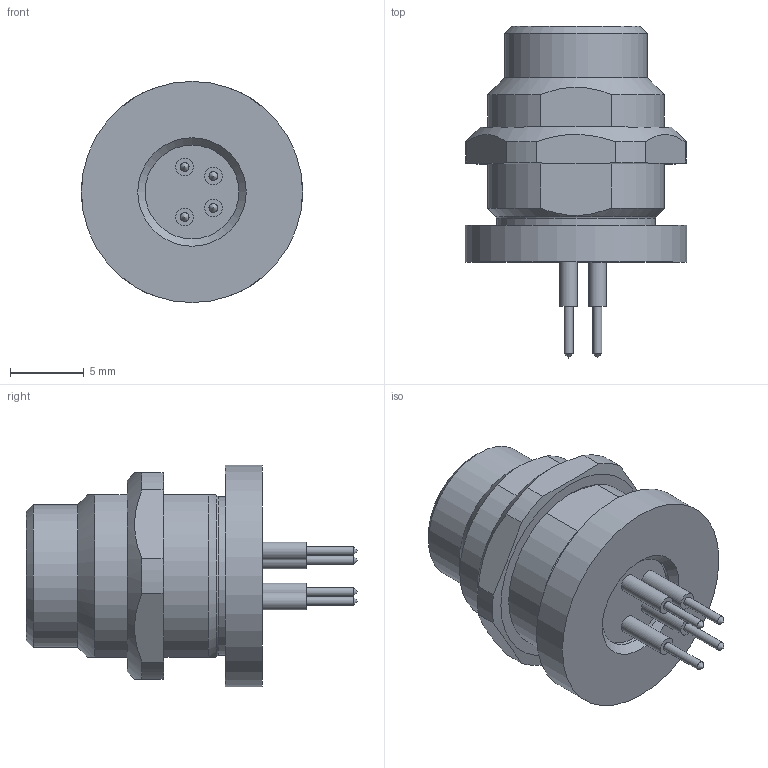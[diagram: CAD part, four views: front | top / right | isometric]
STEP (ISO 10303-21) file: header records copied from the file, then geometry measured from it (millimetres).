
FILE_DESCRIPTION(/* description */ (''),/* implementation_level */ '2;1');
FILE_NAME(/* name */ '42-01144_42K1A526.stp',/* time_stamp */ '2015-09-18T13:36:52+02:00',/* author */ ('paulwiller'),/* organization */ (''),/* preprocessor_version */ 'ST-DEVELOPER v15.6',/* originating_system */ 'Autodesk Inventor 2015',/* authorisation */ '');
FILE_SCHEMA (('AUTOMOTIVE_DESIGN { 1 0 10303 214 3 1 1 }'));
Length unit declared in the file: millimetre
Products named in the file (1): Bauteil3
Bounding box: 15 x 22.5 x 15 mm (x, y, z)
Volume: 1717.7 mm3; surface area: 1520.2 mm2
Topology: 1 solids, 4 shells, 192 faces, 482 edges, 319 vertices
Faces by surface type: plane 84, cylinder 58, bspline 25, cone 17, torus 8
Full cylindrical faces by diameter (mm): 0.6 x4, 1.1 x4, 1.2 x4, 5.6 x1, 6.35 x1, 7.1 x2, 9.7 x1, 10.77 x1, 14.17 x1, 15 x1
Entity records: 5923 total; most frequent: CARTESIAN_POINT 1522, ORIENTED_EDGE 838, DIRECTION 809, EDGE_CURVE 417, AXIS2_PLACEMENT_3D 304, VERTEX_POINT 296, EDGE_LOOP 261, LINE 201
